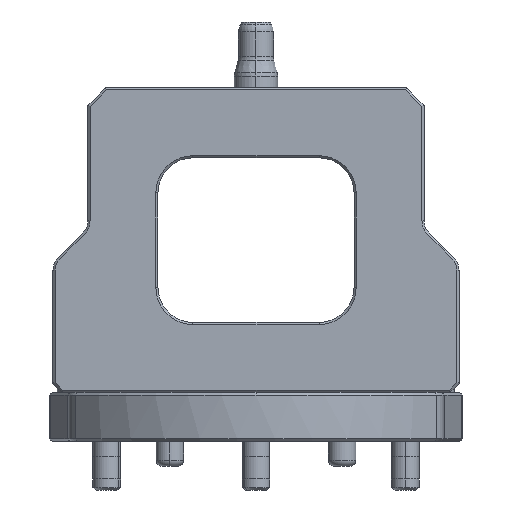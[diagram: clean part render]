
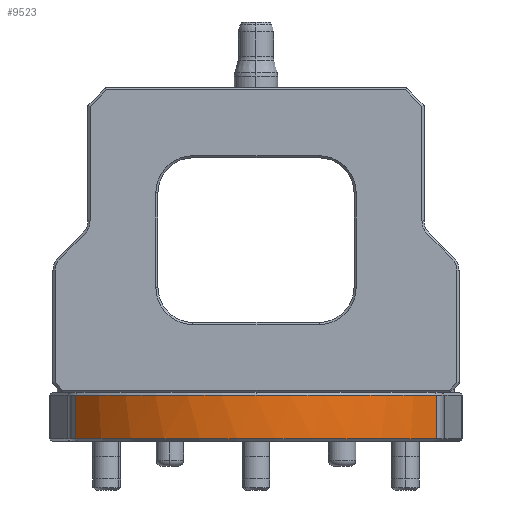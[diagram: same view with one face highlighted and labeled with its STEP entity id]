
A CAD part, front view. The second image highlights one B-rep face of the part: STEP entity #9523.
In plain terms, the highlighted cylindrical face has radius 82.55 mm (diameter 165.1 mm), a partial arc.
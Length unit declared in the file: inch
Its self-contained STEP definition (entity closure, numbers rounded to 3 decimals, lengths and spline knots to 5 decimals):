
#3 = CARTESIAN_POINT ( 'NONE',  ( 0., 0., -0.7 ) ) ;
#143 = DIRECTION ( 'NONE',  ( 0., 0., -1. ) ) ;
#935 = DIRECTION ( 'NONE',  ( 0., -1., 0. ) ) ;
#1895 = DIRECTION ( 'NONE',  ( 0., 0., -1. ) ) ;
#2144 = CARTESIAN_POINT ( 'NONE',  ( 0., 0., -0.04 ) ) ;
#2623 = DIRECTION ( 'NONE',  ( 0., 1., 0. ) ) ;
#2702 = VERTEX_POINT ( 'NONE', #2948 ) ;
#2948 = CARTESIAN_POINT ( 'NONE',  ( 2.57743, -1.97973, -0.66 ) ) ;
#3067 = DIRECTION ( 'NONE',  ( 0., 0., -1. ) ) ;
#3113 = DIRECTION ( 'NONE',  ( 0., 0., 1. ) ) ;
#3207 = FACE_OUTER_BOUND ( 'NONE', #4390, .T. ) ;
#3593 = CARTESIAN_POINT ( 'NONE',  ( 0., -3.25, -0.04 ) ) ;
#3883 = ORIENTED_EDGE ( 'NONE', *, *, #6760, .T. ) ;
#3934 = EDGE_CURVE ( 'NONE', #11991, #12188, #10837, .T. ) ;
#4197 = CARTESIAN_POINT ( 'NONE',  ( -2.57743, -1.97973, -0.04 ) ) ;
#4227 = ORIENTED_EDGE ( 'NONE', *, *, #14132, .T. ) ;
#4272 = AXIS2_PLACEMENT_3D ( 'NONE', #6361, #143, #12085 ) ;
#4381 = ORIENTED_EDGE ( 'NONE', *, *, #4554, .T. ) ;
#4390 = EDGE_LOOP ( 'NONE', ( #14003, #4227, #4381, #10464, #3883 ) ) ;
#4554 = EDGE_CURVE ( 'NONE', #6306, #11991, #10133, .T. ) ;
#4722 = DIRECTION ( 'NONE',  ( 0., -1., 0. ) ) ;
#4790 = AXIS2_PLACEMENT_3D ( 'NONE', #3, #10284, #2623 ) ;
#5400 = CARTESIAN_POINT ( 'NONE',  ( -2.57743, -1.97973, -0.7 ) ) ;
#5552 = CARTESIAN_POINT ( 'NONE',  ( 2.57743, -1.97973, -0.04 ) ) ;
#5869 = DIRECTION ( 'NONE',  ( 0., 0., 1. ) ) ;
#6031 = VECTOR ( 'NONE', #3113, 39.37008 ) ;
#6296 = EDGE_CURVE ( 'NONE', #2702, #9790, #8700, .T. ) ;
#6306 = VERTEX_POINT ( 'NONE', #3593 ) ;
#6361 = CARTESIAN_POINT ( 'NONE',  ( 0., 0., -0.04 ) ) ;
#6760 = EDGE_CURVE ( 'NONE', #12188, #2702, #12573, .T. ) ;
#6939 = CARTESIAN_POINT ( 'NONE',  ( 0., 0., -0.66 ) ) ;
#7544 = AXIS2_PLACEMENT_3D ( 'NONE', #6939, #5869, #4722 ) ;
#8700 = LINE ( 'NONE', #11851, #6031 ) ;
#9523 = ADVANCED_FACE ( 'NONE', ( #3207 ), #11943, .T. ) ;
#9790 = VERTEX_POINT ( 'NONE', #5552 ) ;
#10133 = CIRCLE ( 'NONE', #11964, 3.25 ) ;
#10284 = DIRECTION ( 'NONE',  ( 0., 0., 1. ) ) ;
#10464 = ORIENTED_EDGE ( 'NONE', *, *, #3934, .T. ) ;
#10809 = VECTOR ( 'NONE', #1895, 39.37008 ) ;
#10837 = LINE ( 'NONE', #5400, #10809 ) ;
#11851 = CARTESIAN_POINT ( 'NONE',  ( 2.57743, -1.97973, -0.7 ) ) ;
#11943 = CYLINDRICAL_SURFACE ( 'NONE', #4790, 3.25 ) ;
#11964 = AXIS2_PLACEMENT_3D ( 'NONE', #2144, #3067, #935 ) ;
#11991 = VERTEX_POINT ( 'NONE', #4197 ) ;
#12085 = DIRECTION ( 'NONE',  ( 0., -1., 0. ) ) ;
#12188 = VERTEX_POINT ( 'NONE', #13140 ) ;
#12573 = CIRCLE ( 'NONE', #7544, 3.25 ) ;
#13140 = CARTESIAN_POINT ( 'NONE',  ( -2.57743, -1.97973, -0.66 ) ) ;
#13191 = CIRCLE ( 'NONE', #4272, 3.25 ) ;
#14003 = ORIENTED_EDGE ( 'NONE', *, *, #6296, .T. ) ;
#14132 = EDGE_CURVE ( 'NONE', #9790, #6306, #13191, .T. ) ;
